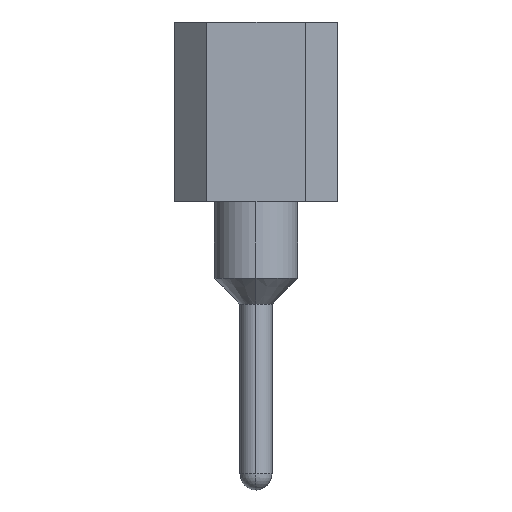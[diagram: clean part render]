
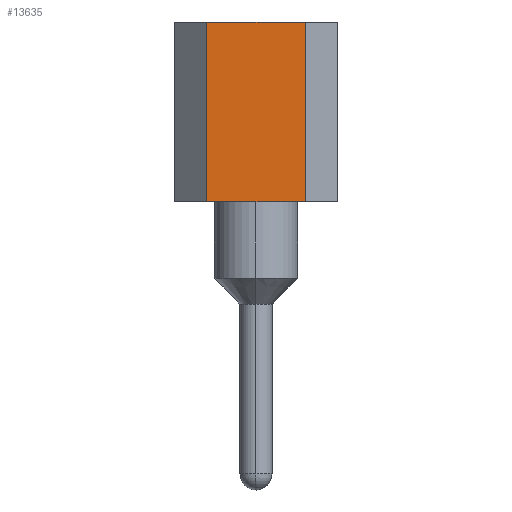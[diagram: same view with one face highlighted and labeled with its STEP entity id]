
A CAD part, left-side view. The second image highlights one B-rep face of the part: STEP entity #13635.
In plain terms, the highlighted planar face has unit normal (-1, 0, 0).
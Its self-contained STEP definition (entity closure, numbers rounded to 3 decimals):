
#13579=CARTESIAN_POINT('',(-1.27,-0.77,4.4));
#13580=VERTEX_POINT('',#13579);
#13587=CARTESIAN_POINT('',(-1.27,-0.77,1.6));
#13588=VERTEX_POINT('',#13587);
#13589=CARTESIAN_POINT('',(-1.27,-0.77,1.6));
#13590=DIRECTION('',(0.0,0.0,1.0));
#13591=VECTOR('',#13590,2.8);
#13592=LINE('',#13589,#13591);
#13593=EDGE_CURVE('',#13588,#13580,#13592,.T.);
#13605=CARTESIAN_POINT('',(-1.27,-0.77,1.6));
#13606=DIRECTION('',(-1.0,0.0,0.0));
#13607=DIRECTION('',(0.0,0.0,-1.0));
#13608=AXIS2_PLACEMENT_3D('',#13605,#13606,#13607);
#13609=PLANE('',#13608);
#13610=CARTESIAN_POINT('',(-1.27,0.77,4.4));
#13611=VERTEX_POINT('',#13610);
#13612=CARTESIAN_POINT('',(-1.27,-0.77,4.4));
#13613=DIRECTION('',(0.0,1.0,0.0));
#13614=VECTOR('',#13613,1.54);
#13615=LINE('',#13612,#13614);
#13616=EDGE_CURVE('',#13580,#13611,#13615,.T.);
#13617=ORIENTED_EDGE('',*,*,#13616,.T.);
#13618=CARTESIAN_POINT('',(-1.27,0.77,1.6));
#13619=VERTEX_POINT('',#13618);
#13620=CARTESIAN_POINT('',(-1.27,0.77,1.6));
#13621=DIRECTION('',(0.0,0.0,1.0));
#13622=VECTOR('',#13621,2.8);
#13623=LINE('',#13620,#13622);
#13624=EDGE_CURVE('',#13619,#13611,#13623,.T.);
#13625=ORIENTED_EDGE('',*,*,#13624,.F.);
#13626=CARTESIAN_POINT('',(-1.27,0.77,1.6));
#13627=DIRECTION('',(0.0,-1.0,0.0));
#13628=VECTOR('',#13627,1.54);
#13629=LINE('',#13626,#13628);
#13630=EDGE_CURVE('',#13619,#13588,#13629,.T.);
#13631=ORIENTED_EDGE('',*,*,#13630,.T.);
#13632=ORIENTED_EDGE('',*,*,#13593,.T.);
#13633=EDGE_LOOP('',(#13617,#13625,#13631,#13632));
#13634=FACE_OUTER_BOUND('',#13633,.T.);
#13635=ADVANCED_FACE('',(#13634),#13609,.T.);
